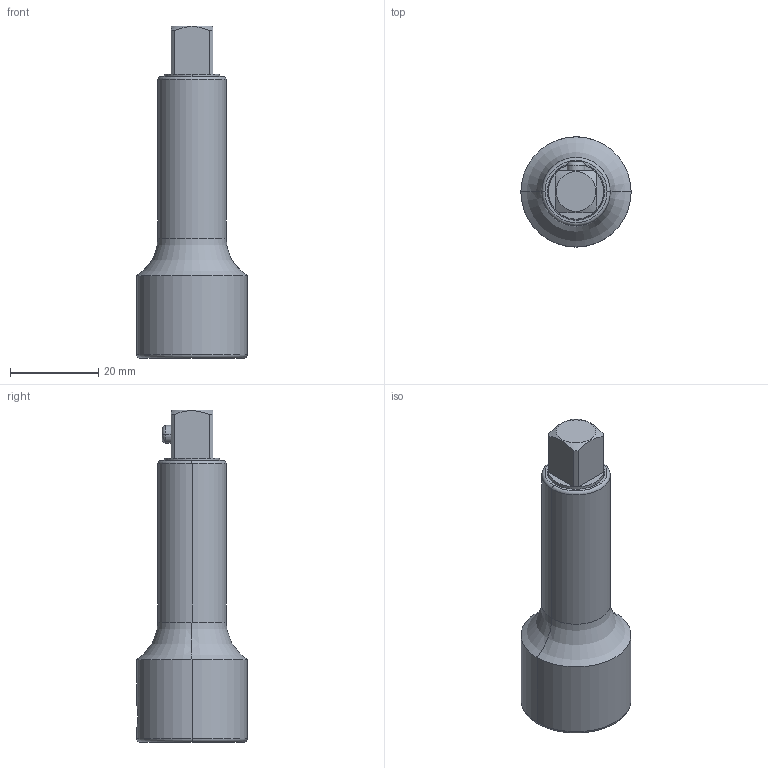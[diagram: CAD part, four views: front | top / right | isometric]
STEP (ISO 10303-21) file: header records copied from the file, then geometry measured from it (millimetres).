
FILE_DESCRIPTION((''),'2;1');
FILE_NAME('4027123421_ASM','2023-08-22T11:59:34',('A00565553'),(''),'CREO PARAMETRIC BY PTC INC, 2022414','CREO PARAMETRIC BY PTC INC, 2022414','');
FILE_SCHEMA(('CONFIG_CONTROL_DESIGN','GEOMETRIC_VALIDATION_PROPERTIES_MIM'));
Length unit declared in the file: millimetre
Products named in the file (3): 4027123401; 4027038335; 4027123421_ASM
Assembly tree (2 placements, depth 2):
  4027123421_ASM
    4027123401
    4027038335
Bounding box: 25 x 25 x 75.3 mm (x, y, z)
Volume: 16382.7 mm3; surface area: 12049.3 mm2
Topology: 3 solids, 3 shells, 88 faces, 221 edges, 140 vertices
Faces by surface type: cylinder 37, plane 24, torus 15, cone 10, bspline 2
Entity records: 4331 total; most frequent: CARTESIAN_POINT 1257, DIRECTION 460, ORIENTED_EDGE 442, PRESENTATION_STYLE_ASSIGNMENT 232, STYLED_ITEM 224, CURVE_STYLE 221, EDGE_CURVE 221, AXIS2_PLACEMENT_3D 195
